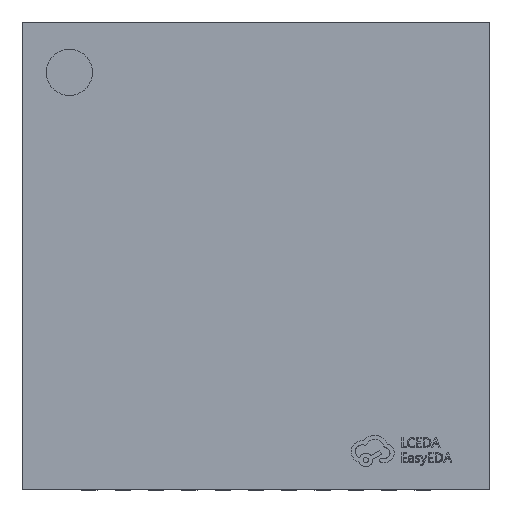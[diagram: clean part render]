
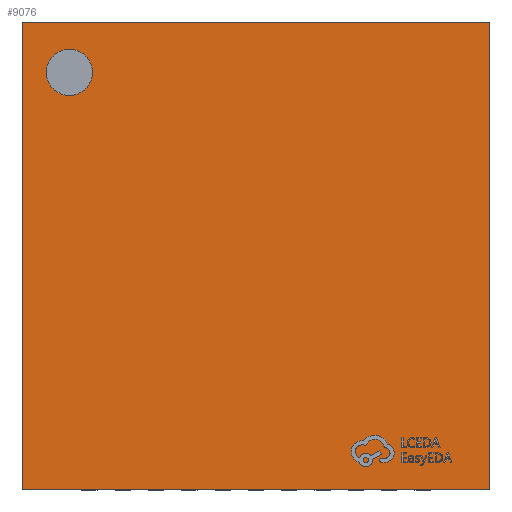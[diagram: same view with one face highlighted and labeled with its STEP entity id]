
A CAD part, top view. The second image highlights one B-rep face of the part: STEP entity #9076.
In plain terms, the highlighted planar face has unit normal (0, 0, 1).
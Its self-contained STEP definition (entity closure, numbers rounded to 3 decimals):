
#765 = EDGE_CURVE ( 'NONE', #18883, #4704, #22790, .T. ) ;
#1051 = VECTOR ( 'NONE', #2315, 1000. ) ;
#1860 = LINE ( 'NONE', #11297, #1051 ) ;
#2315 = DIRECTION ( 'NONE',  ( -1., 0., 0. ) ) ;
#3274 = DIRECTION ( 'NONE',  ( 0., 0., 1. ) ) ;
#3805 = EDGE_CURVE ( 'NONE', #25131, #9584, #21967, .T. ) ;
#3993 = CARTESIAN_POINT ( 'NONE',  ( -3.5, -3.5, 0.88 ) ) ;
#4001 = DIRECTION ( 'NONE',  ( 0., -1., 0. ) ) ;
#4704 = VERTEX_POINT ( 'NONE', #24311 ) ;
#4791 = EDGE_CURVE ( 'NONE', #9584, #25131, #11122, .T. ) ;
#6286 = ORIENTED_EDGE ( 'NONE', *, *, #765, .T. ) ;
#7676 = AXIS2_PLACEMENT_3D ( 'NONE', #8423, #27236, #29857 ) ;
#7767 = PLANE ( 'NONE',  #15862 ) ;
#8423 = CARTESIAN_POINT ( 'NONE',  ( -2.799, 2.753, 0.88 ) ) ;
#8698 = CARTESIAN_POINT ( 'NONE',  ( -2.453, 2.753, 0.88 ) ) ;
#9076 = ADVANCED_FACE ( 'NONE', ( #14825, #29206 ), #7767, .T. ) ;
#9584 = VERTEX_POINT ( 'NONE', #11933 ) ;
#9712 = ORIENTED_EDGE ( 'NONE', *, *, #3805, .F. ) ;
#10347 = ORIENTED_EDGE ( 'NONE', *, *, #4791, .F. ) ;
#11122 = CIRCLE ( 'NONE', #7676, 0.347 ) ;
#11297 = CARTESIAN_POINT ( 'NONE',  ( -3.5, 3.5, 0.88 ) ) ;
#11908 = EDGE_CURVE ( 'NONE', #18753, #26542, #20187, .T. ) ;
#11933 = CARTESIAN_POINT ( 'NONE',  ( -3.146, 2.753, 0.88 ) ) ;
#13908 = VECTOR ( 'NONE', #4001, 1000. ) ;
#14007 = CARTESIAN_POINT ( 'NONE',  ( 3.5, -3.5, 0.88 ) ) ;
#14097 = DIRECTION ( 'NONE',  ( 0., 0., 1. ) ) ;
#14825 = FACE_BOUND ( 'NONE', #26234, .T. ) ;
#15065 = EDGE_CURVE ( 'NONE', #26542, #18883, #20398, .T. ) ;
#15862 = AXIS2_PLACEMENT_3D ( 'NONE', #17596, #3274, #27042 ) ;
#16186 = ORIENTED_EDGE ( 'NONE', *, *, #20249, .T. ) ;
#17070 = ORIENTED_EDGE ( 'NONE', *, *, #11908, .T. ) ;
#17596 = CARTESIAN_POINT ( 'NONE',  ( 0., 0., 0.88 ) ) ;
#17661 = DIRECTION ( 'NONE',  ( 0., 1., 0. ) ) ;
#17971 = VECTOR ( 'NONE', #17661, 1000. ) ;
#18004 = AXIS2_PLACEMENT_3D ( 'NONE', #18749, #14097, #20607 ) ;
#18082 = DIRECTION ( 'NONE',  ( 1., 0., 0. ) ) ;
#18127 = CARTESIAN_POINT ( 'NONE',  ( 3.5, 3.5, 0.88 ) ) ;
#18749 = CARTESIAN_POINT ( 'NONE',  ( -2.799, 2.753, 0.88 ) ) ;
#18753 = VERTEX_POINT ( 'NONE', #27474 ) ;
#18883 = VERTEX_POINT ( 'NONE', #14007 ) ;
#19226 = VECTOR ( 'NONE', #18082, 1000. ) ;
#20187 = LINE ( 'NONE', #24990, #13908 ) ;
#20249 = EDGE_CURVE ( 'NONE', #4704, #18753, #1860, .T. ) ;
#20398 = LINE ( 'NONE', #21033, #19226 ) ;
#20607 = DIRECTION ( 'NONE',  ( 1., 0., 0. ) ) ;
#21033 = CARTESIAN_POINT ( 'NONE',  ( -3.5, -3.5, 0.88 ) ) ;
#21311 = EDGE_LOOP ( 'NONE', ( #6286, #16186, #17070, #24571 ) ) ;
#21967 = CIRCLE ( 'NONE', #18004, 0.347 ) ;
#22790 = LINE ( 'NONE', #18127, #17971 ) ;
#24311 = CARTESIAN_POINT ( 'NONE',  ( 3.5, 3.5, 0.88 ) ) ;
#24571 = ORIENTED_EDGE ( 'NONE', *, *, #15065, .T. ) ;
#24990 = CARTESIAN_POINT ( 'NONE',  ( -3.5, 3.5, 0.88 ) ) ;
#25131 = VERTEX_POINT ( 'NONE', #8698 ) ;
#26234 = EDGE_LOOP ( 'NONE', ( #9712, #10347 ) ) ;
#26542 = VERTEX_POINT ( 'NONE', #3993 ) ;
#27042 = DIRECTION ( 'NONE',  ( 1., 0., 0. ) ) ;
#27236 = DIRECTION ( 'NONE',  ( 0., 0., 1. ) ) ;
#27474 = CARTESIAN_POINT ( 'NONE',  ( -3.5, 3.5, 0.88 ) ) ;
#29206 = FACE_OUTER_BOUND ( 'NONE', #21311, .T. ) ;
#29857 = DIRECTION ( 'NONE',  ( 1., 0., 0. ) ) ;
